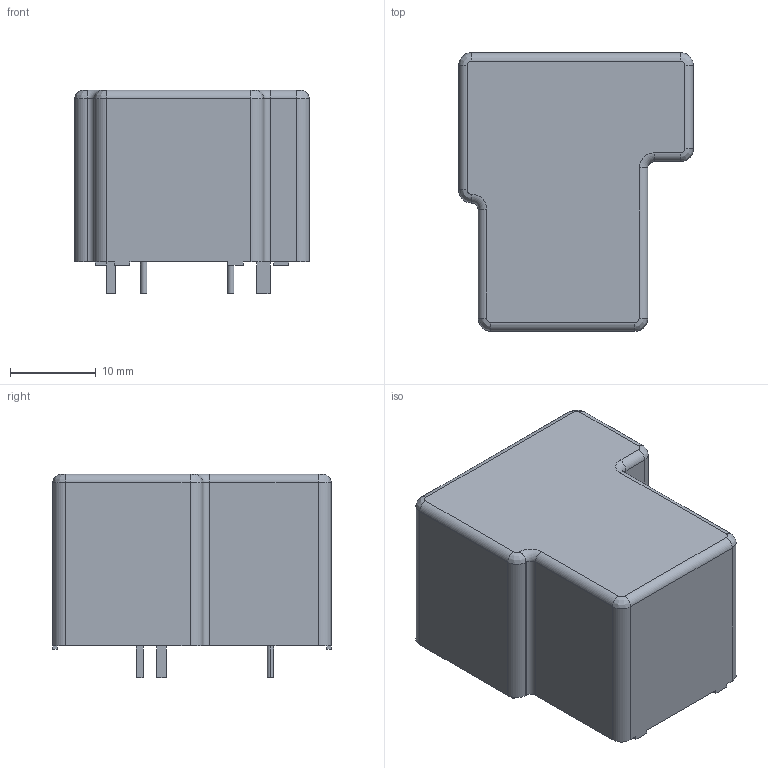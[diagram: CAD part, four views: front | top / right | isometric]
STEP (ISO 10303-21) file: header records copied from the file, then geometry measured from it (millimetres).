
FILE_DESCRIPTION(('FreeCAD Model'),'2;1');
FILE_NAME('C-2-1393210-0.step','2017-08-09T11:36:50',('Author'),(''), 'Open CASCADE STEP processor 6.8','FreeCAD','Unknown');
FILE_SCHEMA(('AUTOMOTIVE_DESIGN_CC2 { 1 2 10303 214 -1 1 5 4 }'));
Length unit declared in the file: millimetre
Products named in the file (2): ASSEMBLY; T9AS1D1
Assembly tree (1 placements, depth 2):
  ASSEMBLY
    T9AS1D1
Bounding box: 27.43 x 32.51 x 23.75 mm (x, y, z)
Volume: 15006.1 mm3; surface area: 3820.6 mm2
Topology: 1 solids, 1 shells, 66 faces, 164 edges, 104 vertices
Faces by surface type: plane 38, cylinder 20, bspline 6, torus 2
Entity records: 2053 total; most frequent: CARTESIAN_POINT 426, DIRECTION 336, ORIENTED_EDGE 328, EDGE_CURVE 164, LINE 116, VECTOR 116, AXIS2_PLACEMENT_3D 110, VERTEX_POINT 104
